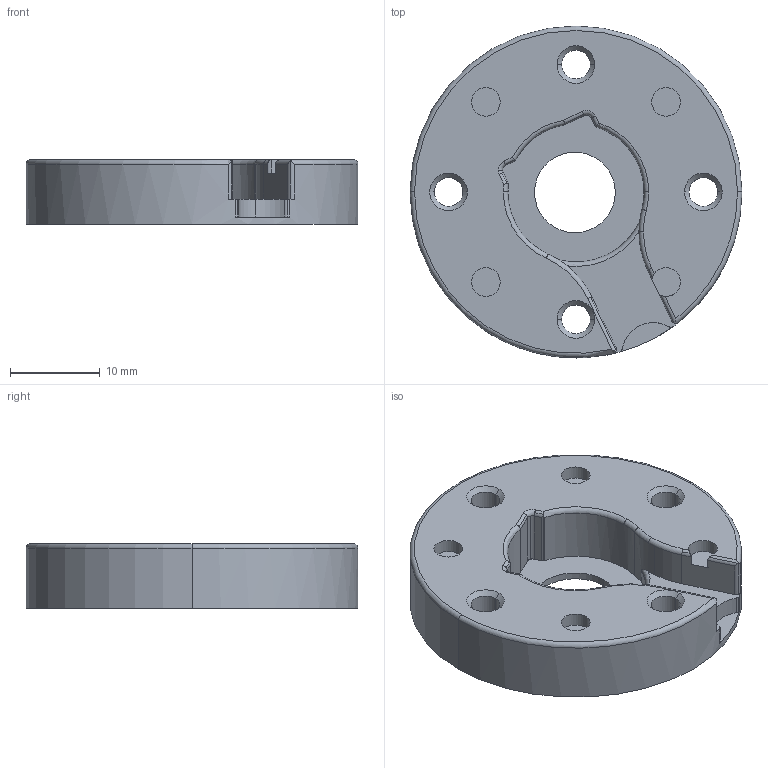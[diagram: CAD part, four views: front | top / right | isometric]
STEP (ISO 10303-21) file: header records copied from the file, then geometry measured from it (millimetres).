
FILE_DESCRIPTION(('STEP AP214'),'1');
FILE_NAME('Alternative_Servo_axis_inf_pocket..stp','2024-01-30T08:40:47',(' '),(' '),'Spatial InterOp 3D',' ',' ');
FILE_SCHEMA(('AUTOMOTIVE_DESIGN { 1 0 10303 214 1 1 1 1 }'));
Length unit declared in the file: metre
Products named in the file (1): Alternative_Servo_axis_inf_pocket
Bounding box: 37 x 37 x 7.2 mm (x, y, z)
Volume: 5645.1 mm3; surface area: 3436.7 mm2
Topology: 1 solids, 1 shells, 106 faces, 276 edges, 175 vertices
Faces by surface type: cylinder 60, cone 16, torus 15, plane 15
Entity records: 3641 total; most frequent: CARTESIAN_POINT 903, DIRECTION 620, ORIENTED_EDGE 552, EDGE_CURVE 276, AXIS2_PLACEMENT_3D 260, VERTEX_POINT 175, CIRCLE 149, EDGE_LOOP 119
